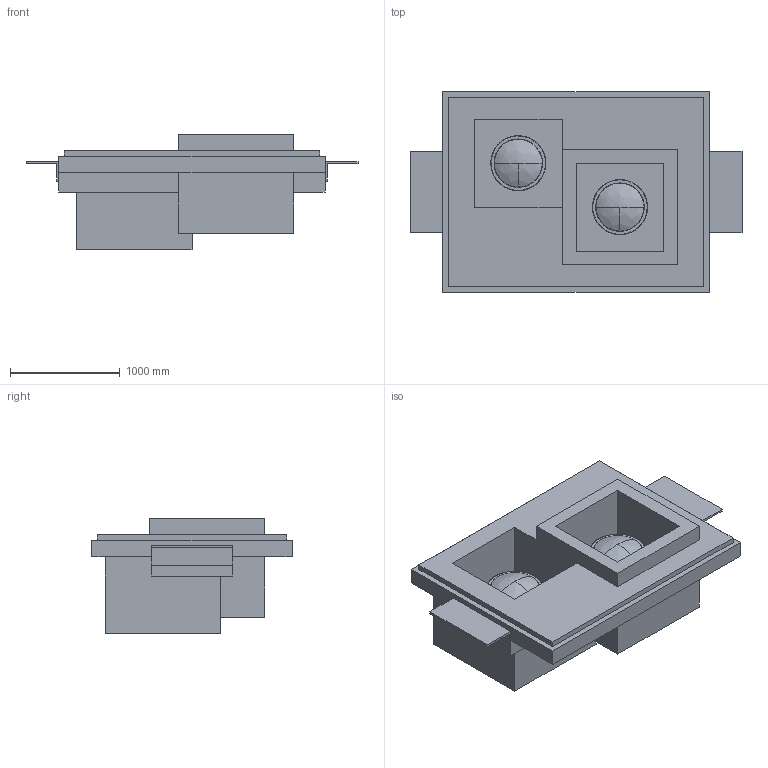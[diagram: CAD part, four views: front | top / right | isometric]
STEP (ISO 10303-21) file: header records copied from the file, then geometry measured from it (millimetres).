
FILE_DESCRIPTION(/* description */ (''),/* implementation_level */ '2;1');
FILE_NAME(/* name */ 'T255_Heraea',/* time_stamp */ '2022-03-24T16:57:05+01:00',/* author */ (''),/* organization */ (''),/* preprocessor_version */ 'ST-DEVELOPER v16.5',/* originating_system */ '',/* authorisation */ '');
FILE_SCHEMA (('CONFIG_CONTROL_DESIGN'));
Length unit declared in the file: centimetre
Products named in the file (1): Document
Bounding box: 3020 x 1820 x 1050 mm (x, y, z)
Volume: 1475091237.7 mm3; surface area: 26913051.3 mm2
Topology: 15 solids, 15 shells, 315 faces, 708 edges, 429 vertices
Faces by surface type: plane 137, cylinder 90, bspline 88
Entity records: 12209 total; most frequent: CARTESIAN_POINT 7570, ORIENTED_EDGE 1376, EDGE_CURVE 688, VERTEX_POINT 429, B_SPLINE_CURVE_WITH_KNOTS 352, EDGE_LOOP 345, ADVANCED_FACE 315, FACE_OUTER_BOUND 315
